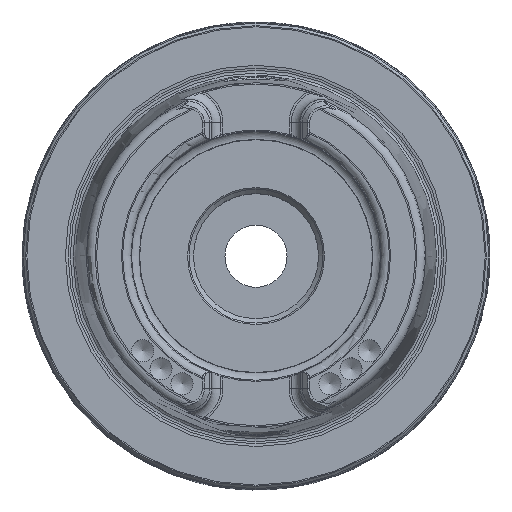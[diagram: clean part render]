
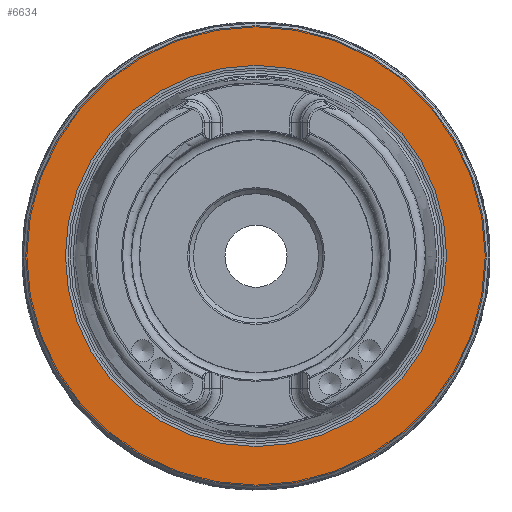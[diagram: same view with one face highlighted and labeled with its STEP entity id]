
A CAD part, top view. The second image highlights one B-rep face of the part: STEP entity #6634.
In plain terms, the highlighted planar face has unit normal (0, 0, 1).
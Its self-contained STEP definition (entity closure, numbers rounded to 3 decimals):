
#1600=ORIENTED_EDGE('',*,*,#2452,.T.);
#1601=ORIENTED_EDGE('',*,*,#2451,.F.);
#2451=EDGE_CURVE('',#2943,#2943,#3219,.T.);
#2452=EDGE_CURVE('',#2944,#2944,#3220,.T.);
#2943=VERTEX_POINT('',#10520);
#2944=VERTEX_POINT('',#10523);
#3219=CIRCLE('',#7150,25.782);
#3220=CIRCLE('',#7152,31.15);
#3580=EDGE_LOOP('',(#1600));
#3581=EDGE_LOOP('',(#1601));
#4046=FACE_BOUND('',#3580,.T.);
#4047=FACE_BOUND('',#3581,.T.);
#4270=PLANE('',#7151);
#6634=ADVANCED_FACE('',(#4046,#4047),#4270,.T.);
#7150=AXIS2_PLACEMENT_3D('',#10519,#8266,#8267);
#7151=AXIS2_PLACEMENT_3D('',#10521,#8268,#8269);
#7152=AXIS2_PLACEMENT_3D('',#10522,#8270,#8271);
#8266=DIRECTION('',(0.,0.,1.));
#8267=DIRECTION('',(1.,0.,0.));
#8268=DIRECTION('',(0.,0.,1.));
#8269=DIRECTION('',(1.,0.,0.));
#8270=DIRECTION('',(0.,0.,1.));
#8271=DIRECTION('',(1.,0.,0.));
#10519=CARTESIAN_POINT('',(0.,0.,0.2));
#10520=CARTESIAN_POINT('',(25.782,0.,0.2));
#10521=CARTESIAN_POINT('',(25.782,0.,0.2));
#10522=CARTESIAN_POINT('',(0.,0.,0.2));
#10523=CARTESIAN_POINT('',(31.15,0.,0.2));
